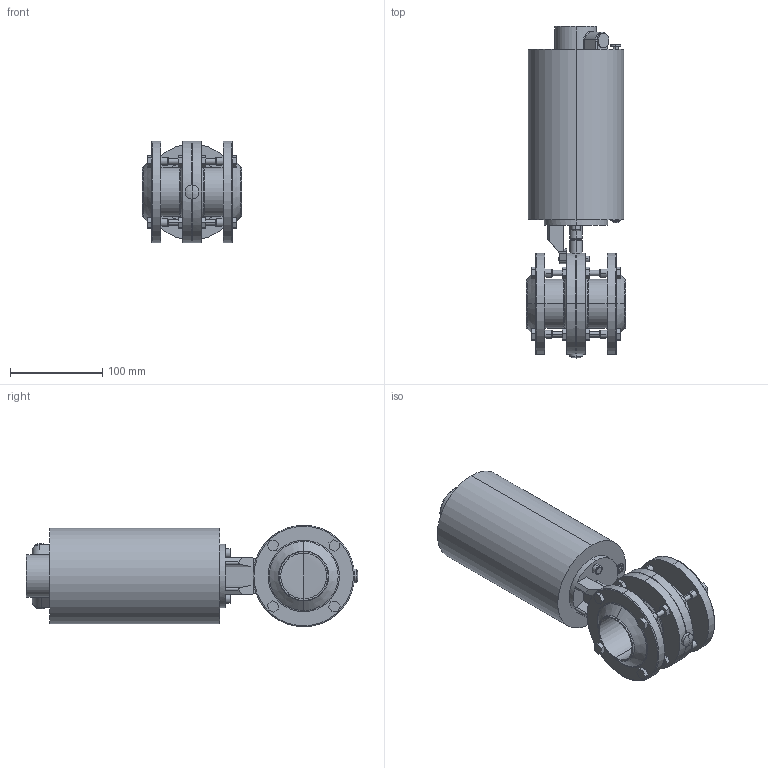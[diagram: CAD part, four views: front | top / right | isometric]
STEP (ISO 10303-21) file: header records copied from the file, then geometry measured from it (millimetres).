
FILE_DESCRIPTION (( 'STEP AP203' ), '1' );
FILE_NAME ('3D-M4510_DN50_174501160_174501190.STEP', '2024-09-20T07:51:38', ( '' ), ( '' ), 'SwSTEP 2.0', 'SolidWorks 2024', '' );
FILE_SCHEMA (( 'CONFIG_CONTROL_DESIGN' ));
Length unit declared in the file: millimetre
Products named in the file (1): 3D-M4510_DN50_174501160_174501190
Bounding box: 108.31 x 360.45 x 110 mm (x, y, z)
Volume: 2028587.6 mm3; surface area: 197522.2 mm2
Topology: 3 solids, 12 shells, 458 faces, 1055 edges, 671 vertices
Faces by surface type: plane 221, cylinder 148, torus 53, cone 26, sphere 6, bspline 4
Entity records: 14058 total; most frequent: CARTESIAN_POINT 3294, DIRECTION 2333, ORIENTED_EDGE 2110, EDGE_CURVE 1055, AXIS2_PLACEMENT_3D 870, VERTEX_POINT 671, LINE 593, VECTOR 593
